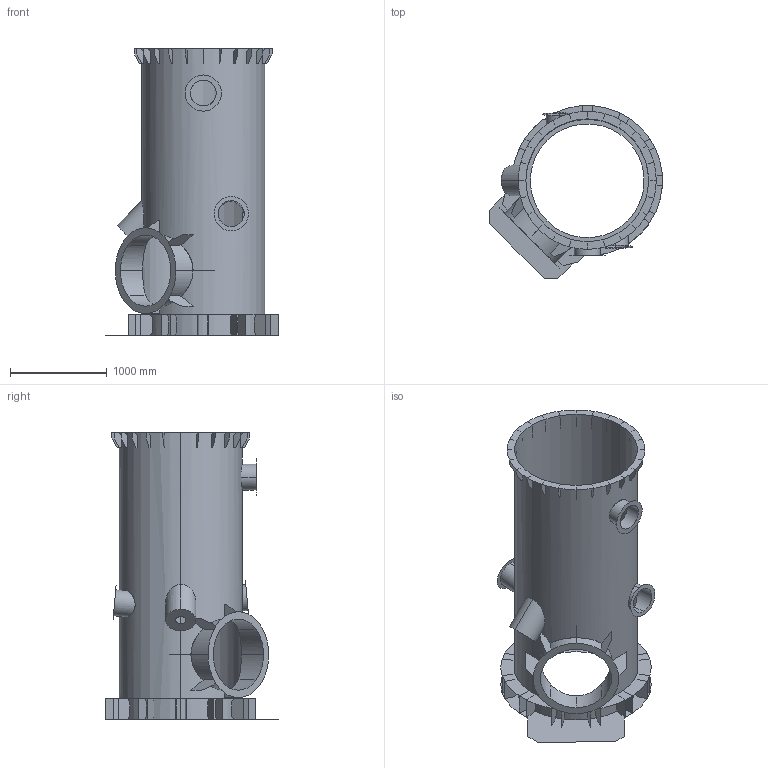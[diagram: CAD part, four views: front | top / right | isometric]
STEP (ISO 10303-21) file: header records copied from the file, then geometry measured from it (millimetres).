
FILE_DESCRIPTION(('STEP AP214'),'1');
FILE_NAME('CHIMNEY_SHELL_lower-segment-only.stp','2022-02-14T07:17:35',(' '),(' '),'Spatial InterOp 3D',' ',' ');
FILE_SCHEMA(('AUTOMOTIVE_DESIGN { 1 0 10303 214 1 1 1 1 }'));
Length unit declared in the file: metre
Products named in the file (2): CHIMNEY_SHELL_lower-segment-only; CHB_00
Assembly tree (1 placements, depth 2):
  CHIMNEY_SHELL_lower-segment-only
    CHB_00
Bounding box: 1789.26 x 1789.26 x 2980 mm (x, y, z)
Surface area: 16074308 mm2 (no closed solid volume)
Topology: 0 solids, 72 shells, 79 faces, 466 edges, 451 vertices
Faces by surface type: plane 65, cylinder 8, bspline 6
Entity records: 9864 total; most frequent: CARTESIAN_POINT 5761, DIRECTION 642, ORIENTED_EDGE 481, EDGE_CURVE 466, VERTEX_POINT 451, LINE 340, VECTOR 340, AXIS2_PLACEMENT_3D 151
